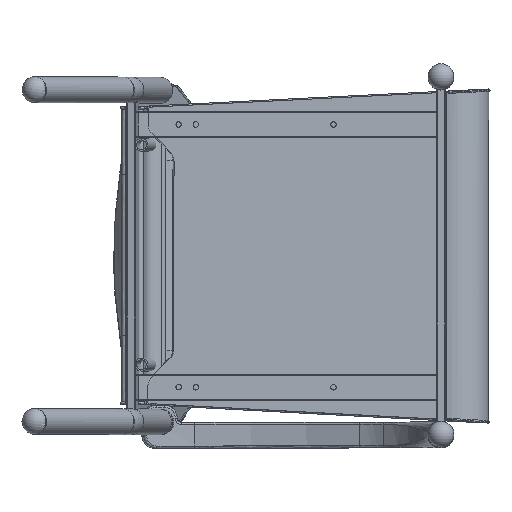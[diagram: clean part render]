
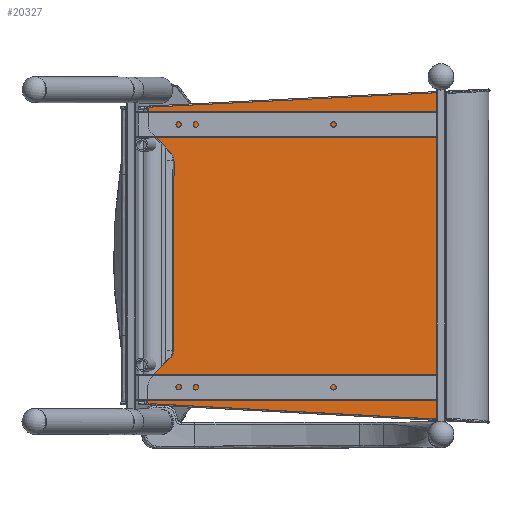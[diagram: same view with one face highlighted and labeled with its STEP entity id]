
A CAD part, top view. The second image highlights one B-rep face of the part: STEP entity #20327.
In plain terms, the highlighted face is planar.
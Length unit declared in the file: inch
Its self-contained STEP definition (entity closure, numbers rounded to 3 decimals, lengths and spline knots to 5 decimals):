
#19457=CARTESIAN_POINT('',(9.2003,-2.41996,17.33797));
#19458=VERTEX_POINT('',#19457);
#19459=CARTESIAN_POINT('',(8.98108,-2.40591,16.80764));
#19460=VERTEX_POINT('',#19459);
#19461=CARTESIAN_POINT('',(8.45184,-2.37197,17.33797));
#19462=DIRECTION('',(0.064,0.998,0.));
#19463=DIRECTION('',(0.922,-0.059,-0.383));
#19464=AXIS2_PLACEMENT_3D('',#19461,#19462,#19463);
#19465=CIRCLE('',#19464,0.75);
#19466=EDGE_CURVE('',#19458,#19460,#19465,.T.);
#19951=CARTESIAN_POINT('',(7.92259,-2.33804,15.74698));
#19952=VERTEX_POINT('',#19951);
#19953=CARTESIAN_POINT('',(7.70337,-2.32398,15.21665));
#19954=VERTEX_POINT('',#19953);
#19955=CARTESIAN_POINT('',(8.45184,-2.37197,15.21665));
#19956=DIRECTION('',(-0.064,-0.998,0.));
#19957=DIRECTION('',(-0.922,0.059,0.383));
#19958=AXIS2_PLACEMENT_3D('',#19955,#19956,#19957);
#19959=CIRCLE('',#19958,0.75);
#19960=EDGE_CURVE('',#19952,#19954,#19959,.T.);
#19983=CARTESIAN_POINT('',(7.70337,-2.32398,4.28335));
#19984=VERTEX_POINT('',#19983);
#19985=CARTESIAN_POINT('',(7.92259,-2.33804,3.75302));
#19986=VERTEX_POINT('',#19985);
#19987=CARTESIAN_POINT('',(8.45184,-2.37197,4.28335));
#19988=DIRECTION('',(-0.064,-0.998,0.));
#19989=DIRECTION('',(-0.922,0.059,-0.383));
#19990=AXIS2_PLACEMENT_3D('',#19987,#19988,#19989);
#19991=CIRCLE('',#19990,0.75);
#19992=EDGE_CURVE('',#19984,#19986,#19991,.T.);
#20015=CARTESIAN_POINT('',(8.98108,-2.40591,2.69236));
#20016=VERTEX_POINT('',#20015);
#20017=CARTESIAN_POINT('',(9.2003,-2.41996,2.16203));
#20018=VERTEX_POINT('',#20017);
#20019=CARTESIAN_POINT('',(8.45184,-2.37197,2.16203));
#20020=DIRECTION('',(0.064,0.998,0.));
#20021=DIRECTION('',(0.922,-0.059,0.383));
#20022=AXIS2_PLACEMENT_3D('',#20019,#20020,#20021);
#20023=CIRCLE('',#20022,0.75);
#20024=EDGE_CURVE('',#20016,#20018,#20023,.T.);
#20191=CARTESIAN_POINT('',(9.2003,-2.41996,1.22269));
#20192=VERTEX_POINT('',#20191);
#20193=CARTESIAN_POINT('',(9.2003,-2.41996,1.22269));
#20194=DIRECTION('',(0.0,0.0,1.0));
#20195=VECTOR('',#20194,0.93934);
#20196=LINE('',#20193,#20195);
#20197=EDGE_CURVE('',#20192,#20018,#20196,.T.);
#20219=CARTESIAN_POINT('',(8.98108,-2.40591,2.69236));
#20220=DIRECTION('',(-0.706,0.045,0.707));
#20221=VECTOR('',#20220,1.5);
#20222=LINE('',#20219,#20221);
#20223=EDGE_CURVE('',#20016,#19986,#20222,.T.);
#20234=CARTESIAN_POINT('',(7.70337,-2.32398,4.28335));
#20235=DIRECTION('',(0.0,0.0,1.0));
#20236=VECTOR('',#20235,10.93329);
#20237=LINE('',#20234,#20236);
#20238=EDGE_CURVE('',#19984,#19954,#20237,.T.);
#20251=CARTESIAN_POINT('',(7.92259,-2.33804,15.74698));
#20252=DIRECTION('',(0.706,-0.045,0.707));
#20253=VECTOR('',#20252,1.5);
#20254=LINE('',#20251,#20253);
#20255=EDGE_CURVE('',#19952,#19460,#20254,.T.);
#20264=CARTESIAN_POINT('',(9.2003,-2.41996,0.0));
#20265=DIRECTION('',(-0.064,-0.998,0.0));
#20266=DIRECTION('',(0.0,0.0,-1.0));
#20267=AXIS2_PLACEMENT_3D('',#20264,#20265,#20266);
#20268=PLANE('',#20267);
#20269=ORIENTED_EDGE('',*,*,#19466,.F.);
#20270=CARTESIAN_POINT('',(9.2003,-2.41996,18.27731));
#20271=VERTEX_POINT('',#20270);
#20272=CARTESIAN_POINT('',(9.2003,-2.41996,17.33797));
#20273=DIRECTION('',(0.0,0.0,1.0));
#20274=VECTOR('',#20273,0.93934);
#20275=LINE('',#20272,#20274);
#20276=EDGE_CURVE('',#19458,#20271,#20275,.T.);
#20277=ORIENTED_EDGE('',*,*,#20276,.T.);
#20278=CARTESIAN_POINT('',(9.13203,-2.41559,18.34935));
#20279=VERTEX_POINT('',#20278);
#20280=CARTESIAN_POINT('',(9.2003,-2.41996,18.34581));
#20281=DIRECTION('',(0.064,0.998,0.0));
#20282=DIRECTION('',(-0.998,0.064,0.0));
#20283=AXIS2_PLACEMENT_3D('',#20280,#20281,#20282);
#20284=CIRCLE('',#20283,0.0685);
#20285=EDGE_CURVE('',#20279,#20271,#20284,.T.);
#20286=ORIENTED_EDGE('',*,*,#20285,.F.);
#20287=CARTESIAN_POINT('',(-8.12755,-1.30893,19.24576));
#20288=VERTEX_POINT('',#20287);
#20289=CARTESIAN_POINT('',(9.13203,-2.41559,18.34935));
#20290=DIRECTION('',(-0.997,0.064,0.052));
#20291=VECTOR('',#20290,17.31824);
#20292=LINE('',#20289,#20291);
#20293=EDGE_CURVE('',#20279,#20288,#20292,.T.);
#20294=ORIENTED_EDGE('',*,*,#20293,.T.);
#20295=CARTESIAN_POINT('',(-8.12755,-1.30893,0.25424));
#20296=VERTEX_POINT('',#20295);
#20297=CARTESIAN_POINT('',(-8.12755,-1.30893,0.25424));
#20298=DIRECTION('',(0.0,0.0,1.0));
#20299=VECTOR('',#20298,18.99151);
#20300=LINE('',#20297,#20299);
#20301=EDGE_CURVE('',#20296,#20288,#20300,.T.);
#20302=ORIENTED_EDGE('',*,*,#20301,.F.);
#20303=CARTESIAN_POINT('',(9.13203,-2.41559,1.15065));
#20304=VERTEX_POINT('',#20303);
#20305=CARTESIAN_POINT('',(-8.12755,-1.30893,0.25424));
#20306=DIRECTION('',(0.997,-0.064,0.052));
#20307=VECTOR('',#20306,17.31824);
#20308=LINE('',#20305,#20307);
#20309=EDGE_CURVE('',#20296,#20304,#20308,.T.);
#20310=ORIENTED_EDGE('',*,*,#20309,.T.);
#20311=CARTESIAN_POINT('',(9.2003,-2.41996,1.15419));
#20312=DIRECTION('',(0.064,0.998,0.0));
#20313=DIRECTION('',(-0.998,0.064,0.0));
#20314=AXIS2_PLACEMENT_3D('',#20311,#20312,#20313);
#20315=CIRCLE('',#20314,0.0685);
#20316=EDGE_CURVE('',#20192,#20304,#20315,.T.);
#20317=ORIENTED_EDGE('',*,*,#20316,.F.);
#20318=ORIENTED_EDGE('',*,*,#20197,.T.);
#20319=ORIENTED_EDGE('',*,*,#20024,.F.);
#20320=ORIENTED_EDGE('',*,*,#20223,.T.);
#20321=ORIENTED_EDGE('',*,*,#19992,.F.);
#20322=ORIENTED_EDGE('',*,*,#20238,.T.);
#20323=ORIENTED_EDGE('',*,*,#19960,.F.);
#20324=ORIENTED_EDGE('',*,*,#20255,.T.);
#20325=EDGE_LOOP('',(#20269,#20277,#20286,#20294,#20302,#20310,#20317,#20318,#20319,#20320,#20321,#20322,#20323,#20324));
#20326=FACE_OUTER_BOUND('',#20325,.T.);
#20327=ADVANCED_FACE('',(#20326),#20268,.T.);
